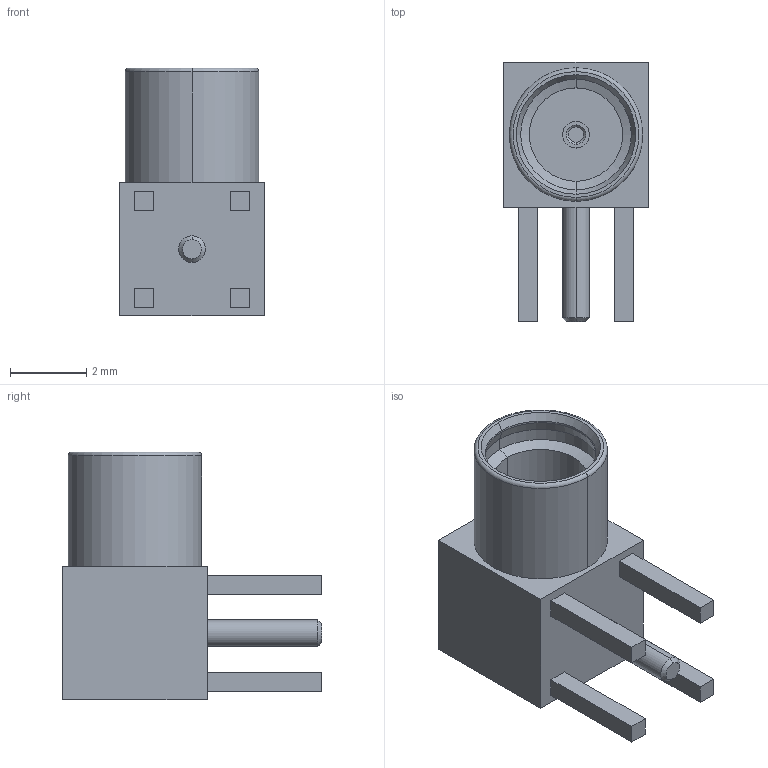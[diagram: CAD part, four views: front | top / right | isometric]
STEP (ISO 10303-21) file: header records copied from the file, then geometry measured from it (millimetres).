
FILE_DESCRIPTION((''),'2;1');
FILE_NAME('C-1-1634010-0','2020-11-05T06:39:51',('workeradm'),('TE Connectivity Ltd.'),'CREO PARAMETRIC BY PTC INC, 2019292','CREO PARAMETRIC BY PTC INC, 2019292','');
FILE_SCHEMA(('AUTOMOTIVE_DESIGN { 1 0 10303 214 1 1 1 1 }'));
Length unit declared in the file: millimetre
Products named in the file (1): C-1-1634010-0
Bounding box: 3.8 x 6.8 x 6.5 mm (x, y, z)
Volume: 69.7 mm3; surface area: 167.9 mm2
Topology: 1 solids, 1 shells, 57 faces, 128 edges, 88 vertices
Faces by surface type: plane 31, cylinder 14, cone 10, torus 2
Entity records: 1764 total; most frequent: DIRECTION 282, CARTESIAN_POINT 264, ORIENTED_EDGE 244, COLOUR_RGB 127, EDGE_CURVE 122, AXIS2_PLACEMENT_3D 96, VECTOR 90, LINE 90
